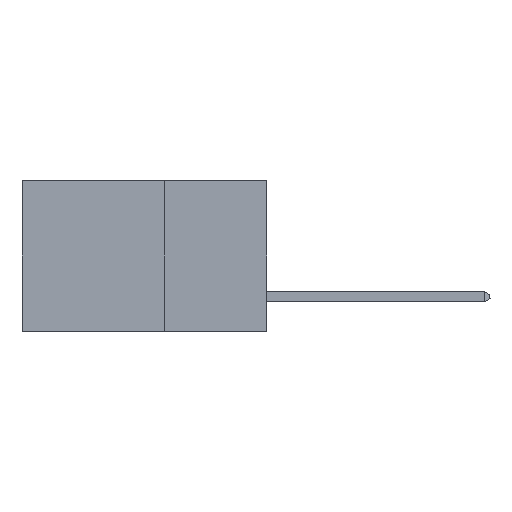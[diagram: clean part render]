
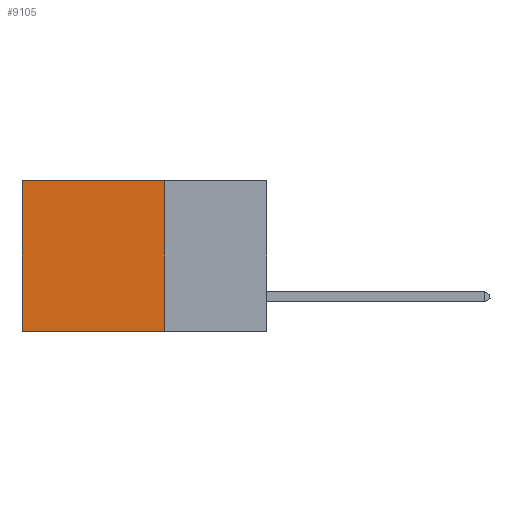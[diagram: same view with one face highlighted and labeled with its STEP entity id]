
A CAD part, left-side view. The second image highlights one B-rep face of the part: STEP entity #9105.
In plain terms, the highlighted planar face has unit normal (-1, 0, 0).
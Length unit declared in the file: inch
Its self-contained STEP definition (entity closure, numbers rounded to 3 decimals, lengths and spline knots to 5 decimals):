
#19 = ORIENTED_EDGE ( 'NONE', *, *, #9805, .F. ) ;
#252 = DIRECTION ( 'NONE',  ( 0., 0., -1. ) ) ;
#464 = LINE ( 'NONE', #12930, #4277 ) ;
#515 = CARTESIAN_POINT ( 'NONE',  ( 0.2875, 0.6, -0.37 ) ) ;
#535 = ORIENTED_EDGE ( 'NONE', *, *, #9287, .T. ) ;
#835 = VECTOR ( 'NONE', #5590, 39.37008 ) ;
#1175 = CARTESIAN_POINT ( 'NONE',  ( 0.2875, 0.25, 0. ) ) ;
#1209 = DIRECTION ( 'NONE',  ( 0., 0., -1. ) ) ;
#2218 = PLANE ( 'NONE',  #9823 ) ;
#2871 = VERTEX_POINT ( 'NONE', #9925 ) ;
#3251 = DIRECTION ( 'NONE',  ( 1., 0., 0. ) ) ;
#4277 = VECTOR ( 'NONE', #252, 39.37008 ) ;
#5590 = DIRECTION ( 'NONE',  ( 0., 1., 0. ) ) ;
#5595 = CARTESIAN_POINT ( 'NONE',  ( 0.2875, 0.25, -0.37 ) ) ;
#6144 = LINE ( 'NONE', #1175, #6299 ) ;
#6299 = VECTOR ( 'NONE', #6452, 39.37008 ) ;
#6452 = DIRECTION ( 'NONE',  ( 0., 0., -1. ) ) ;
#6504 = CARTESIAN_POINT ( 'NONE',  ( 0.2875, 0.25, 0. ) ) ;
#6755 = FACE_OUTER_BOUND ( 'NONE', #7420, .T. ) ;
#6895 = VECTOR ( 'NONE', #10774, 39.37008 ) ;
#7053 = ORIENTED_EDGE ( 'NONE', *, *, #7701, .F. ) ;
#7420 = EDGE_LOOP ( 'NONE', ( #10756, #19, #7053, #535 ) ) ;
#7554 = CARTESIAN_POINT ( 'NONE',  ( 0.2875, 0.25, 0. ) ) ;
#7701 = EDGE_CURVE ( 'NONE', #10199, #11058, #6144, .T. ) ;
#8520 = CARTESIAN_POINT ( 'NONE',  ( 0.2875, 0.25, 0. ) ) ;
#9105 = ADVANCED_FACE ( 'NONE', ( #6755 ), #2218, .F. ) ;
#9287 = EDGE_CURVE ( 'NONE', #10199, #2871, #9886, .T. ) ;
#9805 = EDGE_CURVE ( 'NONE', #11058, #12744, #13379, .T. ) ;
#9823 = AXIS2_PLACEMENT_3D ( 'NONE', #8520, #3251, #1209 ) ;
#9886 = LINE ( 'NONE', #7554, #835 ) ;
#9925 = CARTESIAN_POINT ( 'NONE',  ( 0.2875, 0.6, 0. ) ) ;
#10132 = EDGE_CURVE ( 'NONE', #2871, #12744, #464, .T. ) ;
#10199 = VERTEX_POINT ( 'NONE', #6504 ) ;
#10756 = ORIENTED_EDGE ( 'NONE', *, *, #10132, .T. ) ;
#10774 = DIRECTION ( 'NONE',  ( 0., 1., 0. ) ) ;
#10864 = CARTESIAN_POINT ( 'NONE',  ( 0.2875, 0.25, -0.37 ) ) ;
#11058 = VERTEX_POINT ( 'NONE', #5595 ) ;
#12744 = VERTEX_POINT ( 'NONE', #515 ) ;
#12930 = CARTESIAN_POINT ( 'NONE',  ( 0.2875, 0.6, 0. ) ) ;
#13379 = LINE ( 'NONE', #10864, #6895 ) ;
